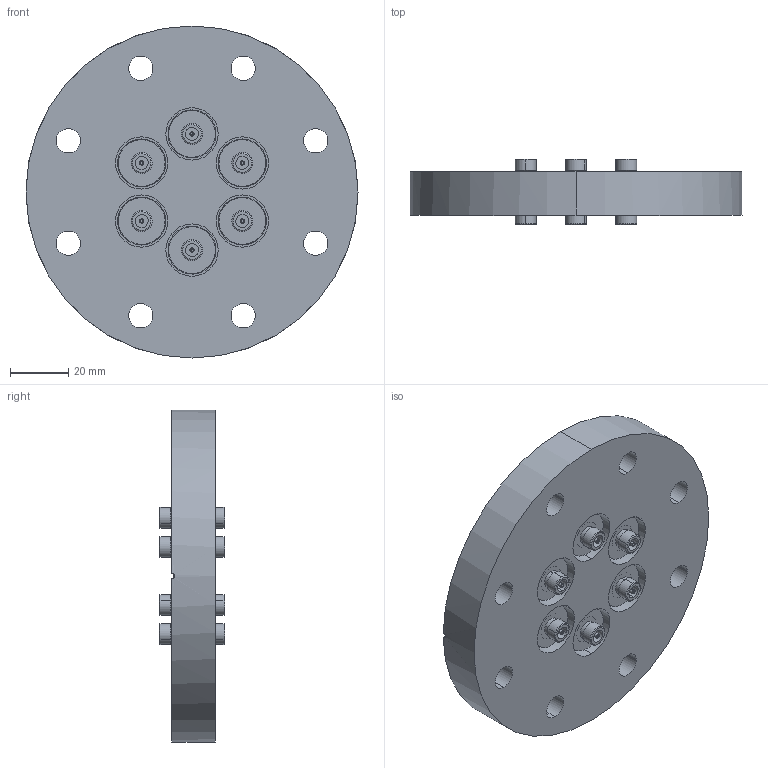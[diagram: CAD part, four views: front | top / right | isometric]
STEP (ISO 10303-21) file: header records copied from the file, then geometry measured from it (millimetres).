
FILE_DESCRIPTION (( 'STEP AP214' ), '1' );
FILE_NAME ('242-SMADF50-C63-6.STEP', '2021-01-18T13:27:26', ( '' ), ( '' ), 'SwSTEP 2.0', 'SolidWorks 2017', '' );
FILE_SCHEMA (( 'AUTOMOTIVE_DESIGN' ));
Length unit declared in the file: millimetre
Products named in the file (3): 242-SMADF50-C63-6; 9411-C63-16.5-6_411-CB63; 242-SMADF50
Assembly tree (7 placements, depth 2):
  242-SMADF50-C63-6
    9411-C63-16.5-6_411-CB63
    242-SMADF50  x6
Bounding box: 114.3 x 22.5 x 114.3 mm (x, y, z)
Volume: 128199.1 mm3; surface area: 43298.5 mm2
Topology: 19 solids, 19 shells, 360 faces, 752 edges, 484 vertices
Faces by surface type: cylinder 214, plane 94, cone 52
Entity records: 4012 total; most frequent: DIRECTION 648, CARTESIAN_POINT 598, ORIENTED_EDGE 504, AXIS2_PLACEMENT_3D 280, EDGE_CURVE 252, VERTEX_POINT 164, CIRCLE 160, EDGE_LOOP 154
